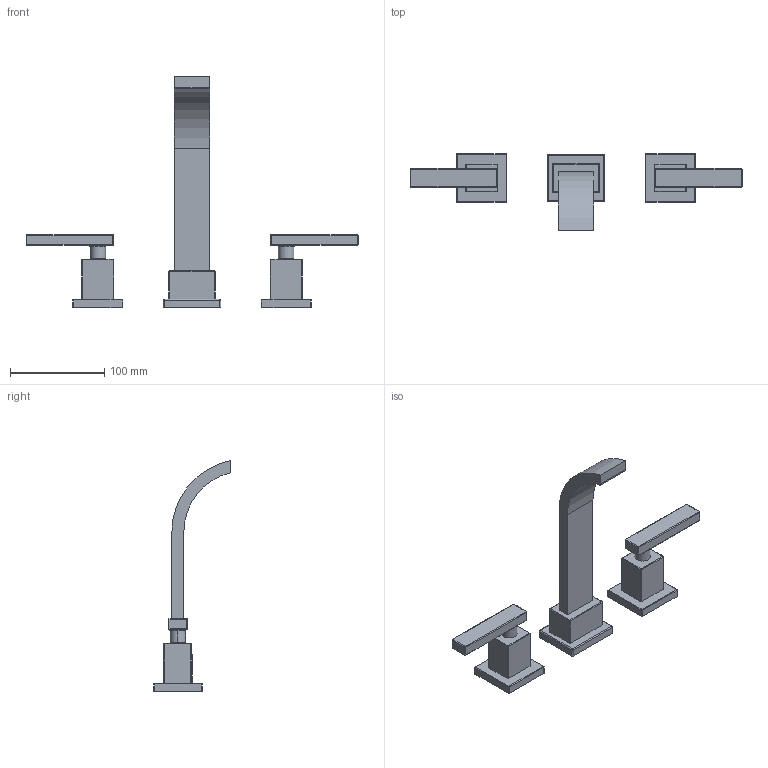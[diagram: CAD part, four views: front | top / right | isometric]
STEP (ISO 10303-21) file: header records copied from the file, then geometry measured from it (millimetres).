
FILE_DESCRIPTION((''),'2;1');
FILE_NAME('3-2041_SW0003','2020-11-30T11:36:09',('rsmith'),(''),'CREO PARAMETRIC BY PTC INC, 2018400','CREO PARAMETRIC BY PTC INC, 2018400','');
FILE_SCHEMA(('AUTOMOTIVE_DESIGN { 1 0 10303 214 1 1 1 1 }'));
Length unit declared in the file: inch
Products named in the file (1): 3-2041_SW0003
Bounding box: 352.4 x 81.66 x 245.23 mm (x, y, z)
Volume: 291389 mm3; surface area: 94862.6 mm2
Topology: 3 solids, 4 shells, 197 faces, 411 edges, 230 vertices
Faces by surface type: cylinder 88, plane 61, sphere 40, bspline 4, torus 4
Entity records: 8514 total; most frequent: CARTESIAN_POINT 1066, DIRECTION 977, ORIENTED_EDGE 822, PRESENTATION_STYLE_ASSIGNMENT 561, STYLED_ITEM 415, CURVE_STYLE 411, EDGE_CURVE 411, AXIS2_PLACEMENT_3D 381
